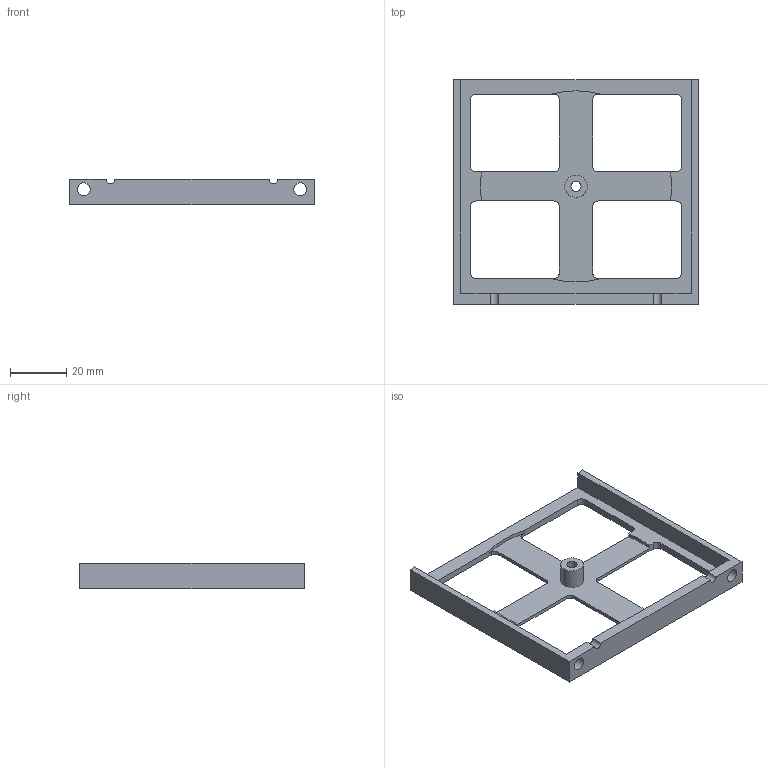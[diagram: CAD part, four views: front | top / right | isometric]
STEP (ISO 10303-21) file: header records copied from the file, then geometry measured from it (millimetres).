
FILE_DESCRIPTION(('Open CASCADE Model'),'2;1');
FILE_NAME('Open CASCADE Shape Model','2022-07-01T08:43:47',('Author'),( 'Open CASCADE'),'Open CASCADE STEP processor 7.5','Open CASCADE 7.5' ,'Unknown');
FILE_SCHEMA(('AUTOMOTIVE_DESIGN { 1 0 10303 214 1 1 1 1 }'));
Length unit declared in the file: millimetre
Products named in the file (1): Open CASCADE STEP translator 7.5 3
Bounding box: 87 x 80 x 8.9 mm (x, y, z)
Volume: 11683.6 mm3; surface area: 12163.8 mm2
Topology: 1 solids, 1 shells, 58 faces, 171 edges, 114 vertices
Faces by surface type: plane 31, cylinder 27
Full cylindrical faces by diameter (mm): 3.6 x1, 4.639 x3, 8 x1
Entity records: 4321 total; most frequent: CARTESIAN_POINT 908, DIRECTION 648, LINE 405, VECTOR 405, ORIENTED_EDGE 342, PCURVE 342, DEFINITIONAL_REPRESENTATION 342, EDGE_CURVE 171
